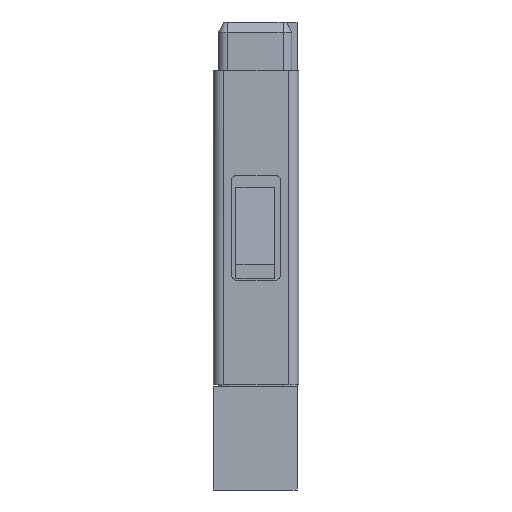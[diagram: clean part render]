
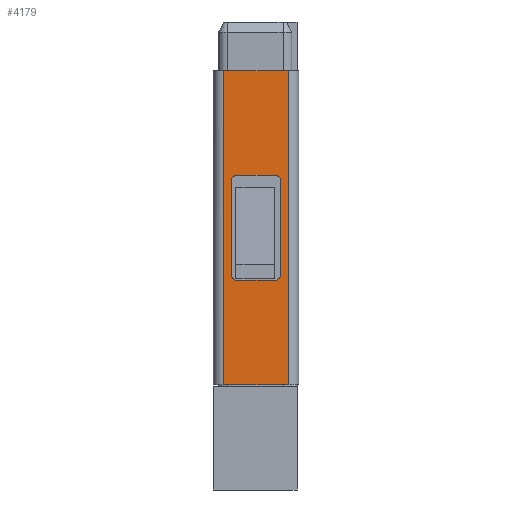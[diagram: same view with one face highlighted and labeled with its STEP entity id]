
A CAD part, left-side view. The second image highlights one B-rep face of the part: STEP entity #4179.
In plain terms, the highlighted face is planar.
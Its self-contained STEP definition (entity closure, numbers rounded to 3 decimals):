
#4179 = ADVANCED_FACE( 'NONE', ( #8323, #8324 ), #8325, .T. );
#8323 = FACE_OUTER_BOUND( '', #15246, .T. );
#8324 = FACE_BOUND( '', #15247, .T. );
#8325 = PLANE( '', #15248 );
#15246 = EDGE_LOOP( '', ( #27588, #27589, #27590, #27591 ) );
#15247 = EDGE_LOOP( '', ( #27592, #27593, #27594, #27595, #27596, #27597, #27598, #27599 ) );
#15248 = AXIS2_PLACEMENT_3D( '', #27600, #27601, #27602 );
#27588 = ORIENTED_EDGE( '', *, *, #33087, .T. );
#27589 = ORIENTED_EDGE( '', *, *, #30567, .T. );
#27590 = ORIENTED_EDGE( '', *, *, #32695, .T. );
#27591 = ORIENTED_EDGE( '', *, *, #28987, .T. );
#27592 = ORIENTED_EDGE( '', *, *, #29761, .T. );
#27593 = ORIENTED_EDGE( '', *, *, #32254, .T. );
#27594 = ORIENTED_EDGE( '', *, *, #31988, .T. );
#27595 = ORIENTED_EDGE( '', *, *, #33088, .T. );
#27596 = ORIENTED_EDGE( '', *, *, #32997, .T. );
#27597 = ORIENTED_EDGE( '', *, *, #29176, .T. );
#27598 = ORIENTED_EDGE( '', *, *, #33075, .T. );
#27599 = ORIENTED_EDGE( '', *, *, #33018, .T. );
#27600 = CARTESIAN_POINT( '', ( -5.49, 0.1, -6.7 ) );
#27601 = DIRECTION( '', ( 0., 0., -1. ) );
#27602 = DIRECTION( '', ( 0., -1., 0. ) );
#28987 = EDGE_CURVE( 'NONE', #34822, #34823, #34824, .T. );
#29176 = EDGE_CURVE( 'NONE', #35143, #35140, #35144, .T. );
#29761 = EDGE_CURVE( 'NONE', #36138, #36143, #36145, .T. );
#30567 = EDGE_CURVE( 'NONE', #37389, #37393, #37395, .T. );
#31988 = EDGE_CURVE( 'NONE', #39340, #39344, #39346, .T. );
#32254 = EDGE_CURVE( 'NONE', #36143, #39340, #39677, .T. );
#32695 = EDGE_CURVE( 'NONE', #37393, #34822, #40169, .T. );
#32997 = EDGE_CURVE( 'NONE', #40483, #35143, #40484, .T. );
#33018 = EDGE_CURVE( 'NONE', #40506, #36138, #40507, .T. );
#33075 = EDGE_CURVE( 'NONE', #35140, #40506, #40564, .T. );
#33087 = EDGE_CURVE( 'NONE', #34823, #37389, #40576, .T. );
#33088 = EDGE_CURVE( 'NONE', #39344, #40483, #40577, .T. );
#34822 = VERTEX_POINT( 'NONE', #43244 );
#34823 = VERTEX_POINT( 'NONE', #43245 );
#34824 = LINE( '', #43246, #43247 );
#35140 = VERTEX_POINT( 'NONE', #43771 );
#35143 = VERTEX_POINT( 'NONE', #43775 );
#35144 = CIRCLE( '', #43776, 0.15 );
#36138 = VERTEX_POINT( 'NONE', #45312 );
#36143 = VERTEX_POINT( 'NONE', #45319 );
#36145 = LINE( '', #45322, #45323 );
#37389 = VERTEX_POINT( 'NONE', #47277 );
#37393 = VERTEX_POINT( 'NONE', #47282 );
#37395 = LINE( '', #47284, #47285 );
#39340 = VERTEX_POINT( 'NONE', #50376 );
#39344 = VERTEX_POINT( 'NONE', #50382 );
#39346 = LINE( '', #50385, #50386 );
#39677 = CIRCLE( '', #50932, 0.15 );
#40169 = LINE( '', #51695, #51696 );
#40483 = VERTEX_POINT( 'NONE', #52119 );
#40484 = LINE( '', #52120, #52121 );
#40506 = VERTEX_POINT( 'NONE', #52147 );
#40507 = CIRCLE( '', #52148, 0.15 );
#40564 = LINE( '', #52214, #52215 );
#40576 = LINE( '', #52228, #52229 );
#40577 = CIRCLE( '', #52230, 0.15 );
#43244 = CARTESIAN_POINT( '', ( -5.31, 2.1, -6.7 ) );
#43245 = CARTESIAN_POINT( '', ( 3.69, 2.1, -6.7 ) );
#43246 = CARTESIAN_POINT( '', ( -0.81, 2.1, -6.7 ) );
#43247 = VECTOR( '', #53306, 1000. );
#43771 = CARTESIAN_POINT( '', ( -2.16, 0.475, -6.7 ) );
#43775 = CARTESIAN_POINT( '', ( -2.31, 0.625, -6.7 ) );
#43776 = AXIS2_PLACEMENT_3D( '', #53493, #53494, #53495 );
#45312 = CARTESIAN_POINT( '', ( 0.69, 0.625, -6.7 ) );
#45319 = CARTESIAN_POINT( '', ( 0.69, 1.725, -6.7 ) );
#45322 = CARTESIAN_POINT( '', ( 0.69, 1.175, -6.7 ) );
#45323 = VECTOR( '', #54148, 1000. );
#47277 = CARTESIAN_POINT( '', ( 3.69, 0.25, -6.7 ) );
#47282 = CARTESIAN_POINT( '', ( -5.31, 0.25, -6.7 ) );
#47284 = CARTESIAN_POINT( '', ( -0.81, 0.25, -6.7 ) );
#47285 = VECTOR( '', #54992, 1000. );
#50376 = CARTESIAN_POINT( '', ( 0.54, 1.875, -6.7 ) );
#50382 = CARTESIAN_POINT( '', ( -2.16, 1.875, -6.7 ) );
#50385 = CARTESIAN_POINT( '', ( -0.81, 1.875, -6.7 ) );
#50386 = VECTOR( '', #56422, 1000. );
#50932 = AXIS2_PLACEMENT_3D( '', #56657, #56658, #56659 );
#51695 = CARTESIAN_POINT( '', ( -5.31, 1.175, -6.7 ) );
#51696 = VECTOR( '', #57026, 1000. );
#52119 = CARTESIAN_POINT( '', ( -2.31, 1.725, -6.7 ) );
#52120 = CARTESIAN_POINT( '', ( -2.31, 1.175, -6.7 ) );
#52121 = VECTOR( '', #57205, 1000. );
#52147 = CARTESIAN_POINT( '', ( 0.54, 0.475, -6.7 ) );
#52148 = AXIS2_PLACEMENT_3D( '', #57213, #57214, #57215 );
#52214 = CARTESIAN_POINT( '', ( -0.81, 0.475, -6.7 ) );
#52215 = VECTOR( '', #57231, 1000. );
#52228 = CARTESIAN_POINT( '', ( 3.69, 1.175, -6.7 ) );
#52229 = VECTOR( '', #57233, 1000. );
#52230 = AXIS2_PLACEMENT_3D( '', #57234, #57235, #57236 );
#53306 = DIRECTION( '', ( 1., 0., 0. ) );
#53493 = CARTESIAN_POINT( '', ( -2.16, 0.625, -6.7 ) );
#53494 = DIRECTION( '', ( 0., 0., 1. ) );
#53495 = DIRECTION( '', ( 1., 0., 0. ) );
#54148 = DIRECTION( '', ( 0., 1., 0. ) );
#54992 = DIRECTION( '', ( -1., 0., 0. ) );
#56422 = DIRECTION( '', ( -1., 0., 0. ) );
#56657 = CARTESIAN_POINT( '', ( 0.54, 1.725, -6.7 ) );
#56658 = DIRECTION( '', ( 0., 0., 1. ) );
#56659 = DIRECTION( '', ( 1., 0., 0. ) );
#57026 = DIRECTION( '', ( 0., 1., 0. ) );
#57205 = DIRECTION( '', ( 0., -1., 0. ) );
#57213 = CARTESIAN_POINT( '', ( 0.54, 0.625, -6.7 ) );
#57214 = DIRECTION( '', ( 0., 0., 1. ) );
#57215 = DIRECTION( '', ( 1., 0., 0. ) );
#57231 = DIRECTION( '', ( 1., 0., 0. ) );
#57233 = DIRECTION( '', ( 0., -1., 0. ) );
#57234 = CARTESIAN_POINT( '', ( -2.16, 1.725, -6.7 ) );
#57235 = DIRECTION( '', ( 0., 0., 1. ) );
#57236 = DIRECTION( '', ( 1., 0., 0. ) );
